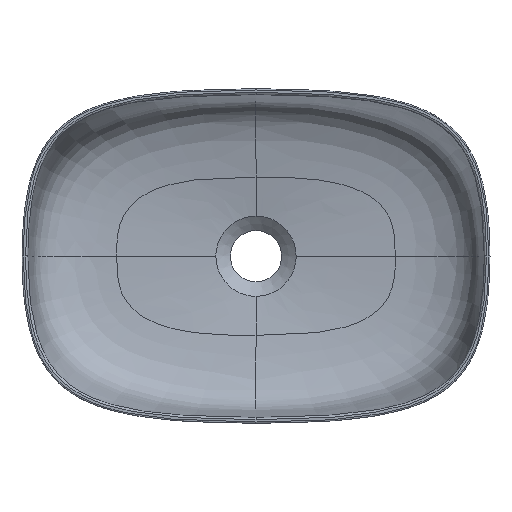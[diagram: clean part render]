
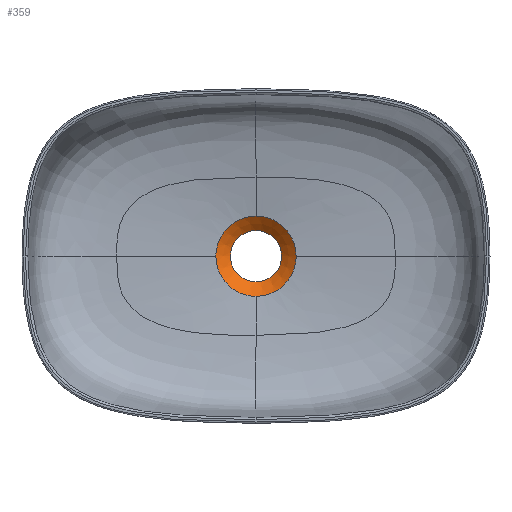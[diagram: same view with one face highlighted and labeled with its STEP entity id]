
A CAD part, top view. The second image highlights one B-rep face of the part: STEP entity #359.
In plain terms, the highlighted conical face has half-angle 52.431 degrees and reference radius 36 mm.
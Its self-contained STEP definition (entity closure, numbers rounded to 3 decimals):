
#80=CONICAL_SURFACE('',#1029,36.,52.431);
#222=B_SPLINE_CURVE_WITH_KNOTS('',3,(#4046,#4047,#4048,#4049,#4050,#4051,
#4052,#4053,#4054,#4055),.UNSPECIFIED.,.F.,.F.,(4,2,2,2,4),(0.,0.25,0.5,
0.75,1.),.UNSPECIFIED.);
#239=B_SPLINE_CURVE_WITH_KNOTS('',3,(#6090,#6091,#6092,#6093,#6094,#6095,
#6096,#6097,#6098,#6099),.UNSPECIFIED.,.F.,.F.,(4,2,2,2,4),(0.,0.25,0.5,
0.75,1.),.UNSPECIFIED.);
#245=B_SPLINE_CURVE_WITH_KNOTS('',3,(#7969,#7970,#7971,#7972,#7973,#7974,
#7975,#7976,#7977,#7978),.UNSPECIFIED.,.F.,.F.,(4,2,2,2,4),(0.,0.25,0.5,
0.75,1.),.UNSPECIFIED.);
#251=B_SPLINE_CURVE_WITH_KNOTS('',3,(#9789,#9790,#9791,#9792,#9793,#9794,
#9795,#9796,#9797,#9798),.UNSPECIFIED.,.F.,.F.,(4,2,2,2,4),(0.,0.25,0.5,
0.75,1.),.UNSPECIFIED.);
#359=ADVANCED_FACE('',(#380,#381),#80,.F.);
#380=FACE_BOUND('',#458,.T.);
#381=FACE_BOUND('',#459,.T.);
#458=EDGE_LOOP('',(#745));
#459=EDGE_LOOP('',(#746,#747,#748,#749));
#745=ORIENTED_EDGE('',*,*,#983,.F.);
#746=ORIENTED_EDGE('',*,*,#919,.T.);
#747=ORIENTED_EDGE('',*,*,#931,.T.);
#748=ORIENTED_EDGE('',*,*,#925,.T.);
#749=ORIENTED_EDGE('',*,*,#902,.T.);
#802=VERTEX_POINT('',#4045);
#803=VERTEX_POINT('',#4056);
#816=VERTEX_POINT('',#6089);
#820=VERTEX_POINT('',#7979);
#838=VERTEX_POINT('',#12549);
#902=EDGE_CURVE('',#803,#802,#222,.T.);
#919=EDGE_CURVE('',#802,#816,#239,.T.);
#925=EDGE_CURVE('',#820,#803,#245,.T.);
#931=EDGE_CURVE('',#816,#820,#251,.T.);
#983=EDGE_CURVE('',#838,#838,#1000,.T.);
#1000=CIRCLE('',#1028,23.);
#1028=AXIS2_PLACEMENT_3D('',#12548,#1085,#1086);
#1029=AXIS2_PLACEMENT_3D('',#12550,#1087,#1088);
#1085=DIRECTION('',(0.,0.,1.));
#1086=DIRECTION('',(-1.,0.,0.));
#1087=DIRECTION('',(0.,0.,1.));
#1088=DIRECTION('',(1.,0.,0.));
#4045=CARTESIAN_POINT('',(0.,36.,0.));
#4046=CARTESIAN_POINT('',(36.,0.,0.));
#4047=CARTESIAN_POINT('',(36.,4.712,0.));
#4048=CARTESIAN_POINT('',(35.063,9.423,0.));
#4049=CARTESIAN_POINT('',(31.456,18.13,0.));
#4050=CARTESIAN_POINT('',(28.788,22.124,0.));
#4051=CARTESIAN_POINT('',(22.124,28.788,0.));
#4052=CARTESIAN_POINT('',(18.13,31.456,0.));
#4053=CARTESIAN_POINT('',(9.423,35.063,0.));
#4054=CARTESIAN_POINT('',(4.712,36.,0.));
#4055=CARTESIAN_POINT('',(0.,36.,0.));
#4056=CARTESIAN_POINT('',(36.,0.,0.));
#6089=CARTESIAN_POINT('',(-36.,0.,0.));
#6090=CARTESIAN_POINT('',(0.,36.,0.));
#6091=CARTESIAN_POINT('',(-4.712,36.,0.));
#6092=CARTESIAN_POINT('',(-9.423,35.063,0.));
#6093=CARTESIAN_POINT('',(-18.13,31.456,0.));
#6094=CARTESIAN_POINT('',(-22.124,28.788,0.));
#6095=CARTESIAN_POINT('',(-28.788,22.124,0.));
#6096=CARTESIAN_POINT('',(-31.456,18.13,0.));
#6097=CARTESIAN_POINT('',(-35.063,9.423,0.));
#6098=CARTESIAN_POINT('',(-36.,4.712,0.));
#6099=CARTESIAN_POINT('',(-36.,0.,0.));
#7969=CARTESIAN_POINT('',(0.,-36.,0.));
#7970=CARTESIAN_POINT('',(4.712,-36.,0.));
#7971=CARTESIAN_POINT('',(9.423,-35.063,0.));
#7972=CARTESIAN_POINT('',(18.13,-31.456,0.));
#7973=CARTESIAN_POINT('',(22.124,-28.788,0.));
#7974=CARTESIAN_POINT('',(28.788,-22.124,0.));
#7975=CARTESIAN_POINT('',(31.456,-18.13,0.));
#7976=CARTESIAN_POINT('',(35.063,-9.423,0.));
#7977=CARTESIAN_POINT('',(36.,-4.712,0.));
#7978=CARTESIAN_POINT('',(36.,0.,0.));
#7979=CARTESIAN_POINT('',(0.,-36.,0.));
#9789=CARTESIAN_POINT('',(-36.,0.,0.));
#9790=CARTESIAN_POINT('',(-36.,-4.712,0.));
#9791=CARTESIAN_POINT('',(-35.063,-9.423,0.));
#9792=CARTESIAN_POINT('',(-31.456,-18.13,0.));
#9793=CARTESIAN_POINT('',(-28.788,-22.124,0.));
#9794=CARTESIAN_POINT('',(-22.124,-28.788,0.));
#9795=CARTESIAN_POINT('',(-18.13,-31.456,0.));
#9796=CARTESIAN_POINT('',(-9.423,-35.063,0.));
#9797=CARTESIAN_POINT('',(-4.712,-36.,0.));
#9798=CARTESIAN_POINT('',(0.,-36.,0.));
#12548=CARTESIAN_POINT('',(0.,0.,-10.));
#12549=CARTESIAN_POINT('',(-23.,0.,-10.));
#12550=CARTESIAN_POINT('',(0.,0.,0.));
